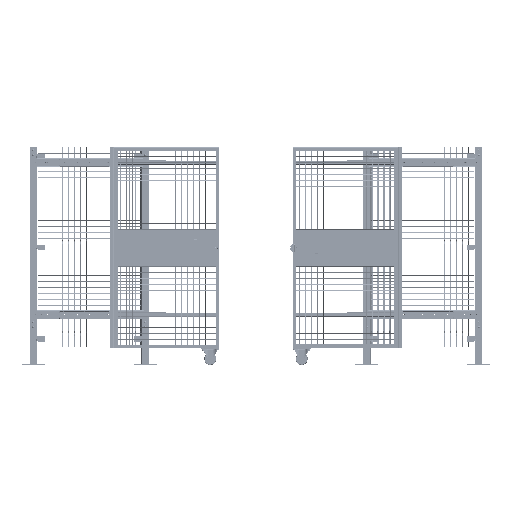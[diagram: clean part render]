
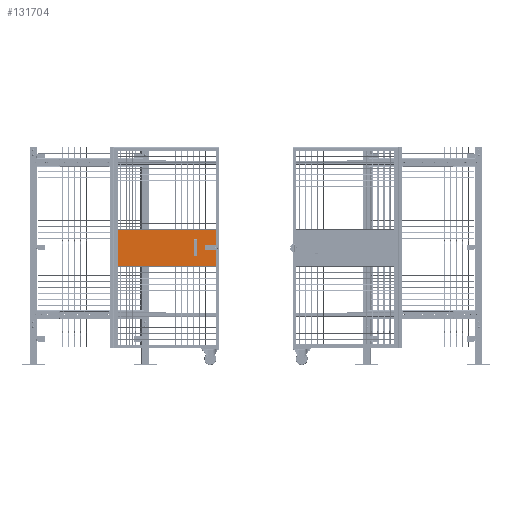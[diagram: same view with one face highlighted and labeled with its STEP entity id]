
A CAD part, top view. The second image highlights one B-rep face of the part: STEP entity #131704.
In plain terms, the highlighted planar face has unit normal (0, 0, 1).
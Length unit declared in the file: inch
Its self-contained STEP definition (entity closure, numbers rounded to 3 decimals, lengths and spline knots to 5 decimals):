
#1978 = EDGE_CURVE ( 'NONE', #79824, #160683, #247822, .T. ) ;
#2066 = VERTEX_POINT ( 'NONE', #102940 ) ;
#7411 = EDGE_CURVE ( 'NONE', #54969, #54969, #179023, .T. ) ;
#7985 = CARTESIAN_POINT ( 'NONE',  ( 23.125, 38.7935, 3.84904 ) ) ;
#9244 = EDGE_CURVE ( 'NONE', #241940, #10317, #24999, .T. ) ;
#10317 = VERTEX_POINT ( 'NONE', #23740 ) ;
#10915 = EDGE_LOOP ( 'NONE', ( #103574 ) ) ;
#16806 = ORIENTED_EDGE ( 'NONE', *, *, #1978, .F. ) ;
#17476 = ORIENTED_EDGE ( 'NONE', *, *, #45919, .F. ) ;
#17992 = CIRCLE ( 'NONE', #164423, 0.25 ) ;
#20945 = LINE ( 'NONE', #197850, #94424 ) ;
#21210 = DIRECTION ( 'NONE',  ( 1., 0., 0. ) ) ;
#21981 = EDGE_CURVE ( 'NONE', #237023, #79824, #138858, .T. ) ;
#22452 = LINE ( 'NONE', #139040, #132556 ) ;
#23740 = CARTESIAN_POINT ( 'NONE',  ( -9.125, 43.9735, 3.84904 ) ) ;
#24332 = AXIS2_PLACEMENT_3D ( 'NONE', #27984, #142036, #183984 ) ;
#24775 = VECTOR ( 'NONE', #150208, 39.37008 ) ;
#24999 = LINE ( 'NONE', #204509, #238183 ) ;
#26492 = LINE ( 'NONE', #167975, #52866 ) ;
#27984 = CARTESIAN_POINT ( 'NONE',  ( 20.875, 38.5435, 3.84904 ) ) ;
#28419 = DIRECTION ( 'NONE',  ( 1., 0., 0. ) ) ;
#34516 = VERTEX_POINT ( 'NONE', #69163 ) ;
#36592 = DIRECTION ( 'NONE',  ( -1., 0., 0. ) ) ;
#36915 = AXIS2_PLACEMENT_3D ( 'NONE', #193200, #254808, #176109 ) ;
#38465 = FACE_BOUND ( 'NONE', #217902, .T. ) ;
#38903 = VERTEX_POINT ( 'NONE', #77075 ) ;
#39792 = DIRECTION ( 'NONE',  ( 0., 0., 1. ) ) ;
#40955 = EDGE_CURVE ( 'NONE', #34516, #213517, #186335, .T. ) ;
#45109 = DIRECTION ( 'NONE',  ( 1., 0., 0. ) ) ;
#45919 = EDGE_CURVE ( 'NONE', #225497, #257706, #17992, .T. ) ;
#46616 = DIRECTION ( 'NONE',  ( 1., 0., 0. ) ) ;
#47275 = DIRECTION ( 'NONE',  ( -1., 0., 0. ) ) ;
#47896 = DIRECTION ( 'NONE',  ( 0., 0., 1. ) ) ;
#50777 = CARTESIAN_POINT ( 'NONE',  ( 22.875, 38.106, 3.84904 ) ) ;
#51505 = ORIENTED_EDGE ( 'NONE', *, *, #243960, .F. ) ;
#52866 = VECTOR ( 'NONE', #245346, 39.37008 ) ;
#53084 = AXIS2_PLACEMENT_3D ( 'NONE', #240095, #78914, #21210 ) ;
#54969 = VERTEX_POINT ( 'NONE', #134863 ) ;
#57258 = EDGE_CURVE ( 'NONE', #213517, #241940, #255534, .T. ) ;
#59001 = EDGE_CURVE ( 'NONE', #160683, #38903, #162326, .T. ) ;
#63274 = ORIENTED_EDGE ( 'NONE', *, *, #147671, .F. ) ;
#66108 = AXIS2_PLACEMENT_3D ( 'NONE', #87471, #228912, #28419 ) ;
#67400 = DIRECTION ( 'NONE',  ( 0., 0., 1. ) ) ;
#68553 = CARTESIAN_POINT ( 'NONE',  ( 23.125, 32.2385, 3.84904 ) ) ;
#69163 = CARTESIAN_POINT ( 'NONE',  ( 23.125, 43.9735, 3.84904 ) ) ;
#70708 = DIRECTION ( 'NONE',  ( 0., 0., 1. ) ) ;
#74341 = DIRECTION ( 'NONE',  ( 1., 0., 0. ) ) ;
#75213 = CIRCLE ( 'NONE', #238510, 0.125 ) ;
#77075 = CARTESIAN_POINT ( 'NONE',  ( 20.625, 38.5435, 3.84904 ) ) ;
#77858 = FACE_BOUND ( 'NONE', #10915, .T. ) ;
#78914 = DIRECTION ( 'NONE',  ( 0., 0., 1. ) ) ;
#79078 = CARTESIAN_POINT ( 'NONE',  ( 22.625, 38.5435, 3.84904 ) ) ;
#79824 = VERTEX_POINT ( 'NONE', #213831 ) ;
#85783 = CARTESIAN_POINT ( 'NONE',  ( 22.375, 37.6685, 3.84904 ) ) ;
#87471 = CARTESIAN_POINT ( 'NONE',  ( 16.5, 40.506, 3.84904 ) ) ;
#87966 = EDGE_LOOP ( 'NONE', ( #138927, #101404, #104730, #209139 ) ) ;
#88658 = EDGE_LOOP ( 'NONE', ( #208514 ) ) ;
#91694 = VECTOR ( 'NONE', #47275, 39.37008 ) ;
#94262 = DIRECTION ( 'NONE',  ( 1., 0., 0. ) ) ;
#94424 = VECTOR ( 'NONE', #239841, 39.37008 ) ;
#98089 = ORIENTED_EDGE ( 'NONE', *, *, #59001, .F. ) ;
#101404 = ORIENTED_EDGE ( 'NONE', *, *, #256782, .F. ) ;
#102940 = CARTESIAN_POINT ( 'NONE',  ( 20.0625, 38.106, 3.84904 ) ) ;
#103574 = ORIENTED_EDGE ( 'NONE', *, *, #7411, .F. ) ;
#104730 = ORIENTED_EDGE ( 'NONE', *, *, #9244, .F. ) ;
#108942 = VECTOR ( 'NONE', #183796, 39.37008 ) ;
#115923 = CARTESIAN_POINT ( 'NONE',  ( 20.875, 38.7935, 3.84904 ) ) ;
#121287 = EDGE_CURVE ( 'NONE', #257706, #232378, #20945, .T. ) ;
#121685 = AXIS2_PLACEMENT_3D ( 'NONE', #257408, #39792, #141939 ) ;
#124754 = CARTESIAN_POINT ( 'NONE',  ( 22.625, 37.6685, 3.84904 ) ) ;
#124776 = CARTESIAN_POINT ( 'NONE',  ( 23.125, 43.9735, 3.84904 ) ) ;
#126033 = EDGE_CURVE ( 'NONE', #38903, #225497, #210511, .T. ) ;
#129042 = AXIS2_PLACEMENT_3D ( 'NONE', #50777, #188387, #74341 ) ;
#131704 = ADVANCED_FACE ( 'NONE', ( #257364, #194458, #218020, #38465, #153844, #77858 ), #152548, .F. ) ;
#132556 = VECTOR ( 'NONE', #137749, 39.37008 ) ;
#133040 = CARTESIAN_POINT ( 'NONE',  ( 23.125, 32.2385, 3.84904 ) ) ;
#134863 = CARTESIAN_POINT ( 'NONE',  ( 16.625, 40.506, 3.84904 ) ) ;
#134977 = EDGE_CURVE ( 'NONE', #232378, #217384, #179630, .T. ) ;
#135013 = ORIENTED_EDGE ( 'NONE', *, *, #21981, .F. ) ;
#137749 = DIRECTION ( 'NONE',  ( 1., 0., 0. ) ) ;
#138858 = CIRCLE ( 'NONE', #121685, 0.25 ) ;
#138927 = ORIENTED_EDGE ( 'NONE', *, *, #40955, .F. ) ;
#139040 = CARTESIAN_POINT ( 'NONE',  ( 23.125, 43.9735, 3.84904 ) ) ;
#141740 = CIRCLE ( 'NONE', #129042, 0.125 ) ;
#141939 = DIRECTION ( 'NONE',  ( 1., 0., 0. ) ) ;
#142036 = DIRECTION ( 'NONE',  ( 0., 0., 1. ) ) ;
#147671 = EDGE_CURVE ( 'NONE', #217384, #237023, #26492, .T. ) ;
#150208 = DIRECTION ( 'NONE',  ( 0., -1., 0. ) ) ;
#152548 = PLANE ( 'NONE',  #36915 ) ;
#153461 = CARTESIAN_POINT ( 'NONE',  ( 23., 38.106, 3.84904 ) ) ;
#153844 = FACE_BOUND ( 'NONE', #88658, .T. ) ;
#160683 = VERTEX_POINT ( 'NONE', #115923 ) ;
#161600 = VECTOR ( 'NONE', #36592, 39.37008 ) ;
#162326 = CIRCLE ( 'NONE', #24332, 0.25 ) ;
#162536 = DIRECTION ( 'NONE',  ( 0., 1., 0. ) ) ;
#162756 = VERTEX_POINT ( 'NONE', #202113 ) ;
#164423 = AXIS2_PLACEMENT_3D ( 'NONE', #251549, #70708, #94262 ) ;
#165857 = EDGE_LOOP ( 'NONE', ( #235921 ) ) ;
#166033 = CIRCLE ( 'NONE', #53084, 0.125 ) ;
#167975 = CARTESIAN_POINT ( 'NONE',  ( 22.625, 43.9735, 3.84904 ) ) ;
#168909 = ORIENTED_EDGE ( 'NONE', *, *, #134977, .F. ) ;
#176109 = DIRECTION ( 'NONE',  ( 0., 1., 0. ) ) ;
#177028 = CARTESIAN_POINT ( 'NONE',  ( -9.125, 32.2385, 3.84904 ) ) ;
#179023 = CIRCLE ( 'NONE', #66108, 0.125 ) ;
#179630 = CIRCLE ( 'NONE', #200574, 0.25 ) ;
#180568 = ORIENTED_EDGE ( 'NONE', *, *, #121287, .F. ) ;
#180812 = ORIENTED_EDGE ( 'NONE', *, *, #126033, .F. ) ;
#183796 = DIRECTION ( 'NONE',  ( 0., -1., 0. ) ) ;
#183984 = DIRECTION ( 'NONE',  ( 1., 0., 0. ) ) ;
#186335 = LINE ( 'NONE', #124776, #108942 ) ;
#188387 = DIRECTION ( 'NONE',  ( 0., 0., 1. ) ) ;
#189929 = EDGE_CURVE ( 'NONE', #162756, #162756, #75213, .T. ) ;
#193200 = CARTESIAN_POINT ( 'NONE',  ( 23.125, 43.9735, 3.84904 ) ) ;
#194064 = VERTEX_POINT ( 'NONE', #153461 ) ;
#194458 = FACE_BOUND ( 'NONE', #203714, .T. ) ;
#196120 = CARTESIAN_POINT ( 'NONE',  ( 22.375, 37.4185, 3.84904 ) ) ;
#197850 = CARTESIAN_POINT ( 'NONE',  ( 23.125, 37.4185, 3.84904 ) ) ;
#200574 = AXIS2_PLACEMENT_3D ( 'NONE', #85783, #67400, #45109 ) ;
#202113 = CARTESIAN_POINT ( 'NONE',  ( 16.625, 35.706, 3.84904 ) ) ;
#203714 = EDGE_LOOP ( 'NONE', ( #180812, #98089, #16806, #135013, #63274, #168909, #180568, #17476 ) ) ;
#203915 = CARTESIAN_POINT ( 'NONE',  ( 16.5, 35.706, 3.84904 ) ) ;
#204509 = CARTESIAN_POINT ( 'NONE',  ( -9.125, 43.9735, 3.84904 ) ) ;
#208514 = ORIENTED_EDGE ( 'NONE', *, *, #189929, .F. ) ;
#209139 = ORIENTED_EDGE ( 'NONE', *, *, #57258, .F. ) ;
#210511 = LINE ( 'NONE', #249860, #24775 ) ;
#213517 = VERTEX_POINT ( 'NONE', #133040 ) ;
#213831 = CARTESIAN_POINT ( 'NONE',  ( 22.375, 38.7935, 3.84904 ) ) ;
#217384 = VERTEX_POINT ( 'NONE', #124754 ) ;
#217895 = CARTESIAN_POINT ( 'NONE',  ( 20.625, 37.6685, 3.84904 ) ) ;
#217902 = EDGE_LOOP ( 'NONE', ( #51505 ) ) ;
#218020 = FACE_OUTER_BOUND ( 'NONE', #87966, .T. ) ;
#225497 = VERTEX_POINT ( 'NONE', #217895 ) ;
#227986 = EDGE_CURVE ( 'NONE', #194064, #194064, #141740, .T. ) ;
#228912 = DIRECTION ( 'NONE',  ( 0., 0., 1. ) ) ;
#232378 = VERTEX_POINT ( 'NONE', #196120 ) ;
#235921 = ORIENTED_EDGE ( 'NONE', *, *, #227986, .F. ) ;
#237023 = VERTEX_POINT ( 'NONE', #79078 ) ;
#238183 = VECTOR ( 'NONE', #162536, 39.37008 ) ;
#238510 = AXIS2_PLACEMENT_3D ( 'NONE', #203915, #47896, #46616 ) ;
#239841 = DIRECTION ( 'NONE',  ( 1., 0., 0. ) ) ;
#240095 = CARTESIAN_POINT ( 'NONE',  ( 19.9375, 38.106, 3.84904 ) ) ;
#241940 = VERTEX_POINT ( 'NONE', #177028 ) ;
#243960 = EDGE_CURVE ( 'NONE', #2066, #2066, #166033, .T. ) ;
#245226 = CARTESIAN_POINT ( 'NONE',  ( 20.875, 37.4185, 3.84904 ) ) ;
#245346 = DIRECTION ( 'NONE',  ( 0., 1., 0. ) ) ;
#247822 = LINE ( 'NONE', #7985, #91694 ) ;
#249860 = CARTESIAN_POINT ( 'NONE',  ( 20.625, 43.9735, 3.84904 ) ) ;
#251549 = CARTESIAN_POINT ( 'NONE',  ( 20.875, 37.6685, 3.84904 ) ) ;
#254808 = DIRECTION ( 'NONE',  ( 0., 0., -1. ) ) ;
#255534 = LINE ( 'NONE', #68553, #161600 ) ;
#256782 = EDGE_CURVE ( 'NONE', #10317, #34516, #22452, .T. ) ;
#257364 = FACE_BOUND ( 'NONE', #165857, .T. ) ;
#257408 = CARTESIAN_POINT ( 'NONE',  ( 22.375, 38.5435, 3.84904 ) ) ;
#257706 = VERTEX_POINT ( 'NONE', #245226 ) ;
